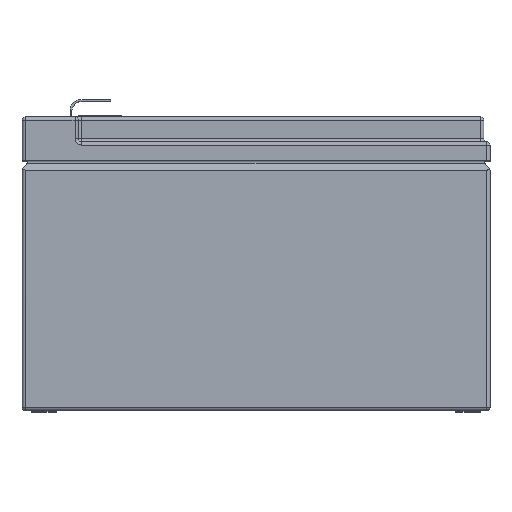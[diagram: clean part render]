
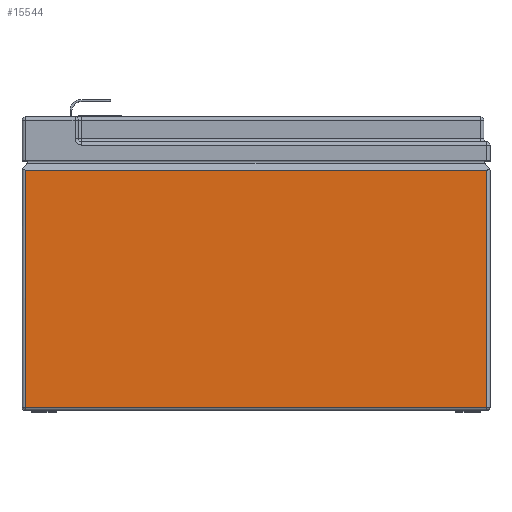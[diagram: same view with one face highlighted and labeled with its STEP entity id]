
A CAD part, top view. The second image highlights one B-rep face of the part: STEP entity #15544.
In plain terms, the highlighted planar face has unit normal (0, 0, 1).
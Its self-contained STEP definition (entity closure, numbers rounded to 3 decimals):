
#1590=DIRECTION('',(0.,1.,0.));
#1591=VECTOR('',#1590,76.);
#1592=CARTESIAN_POINT('',(74.,1.,32.));
#1593=LINE('',#1592,#1591);
#1602=DIRECTION('',(1.,0.,0.));
#1603=VECTOR('',#1602,148.);
#1604=CARTESIAN_POINT('',(-74.,1.,32.));
#1605=LINE('',#1604,#1603);
#1625=DIRECTION('',(0.,-1.,0.));
#1626=VECTOR('',#1625,76.);
#1627=CARTESIAN_POINT('',(-74.,77.,32.));
#1628=LINE('',#1627,#1626);
#4745=DIRECTION('',(-1.,0.,0.));
#4746=VECTOR('',#4745,148.);
#4747=CARTESIAN_POINT('',(74.,77.,32.));
#4748=LINE('',#4747,#4746);
#13287=CARTESIAN_POINT('',(74.,1.,32.));
#13288=VERTEX_POINT('',#13287);
#13289=CARTESIAN_POINT('',(74.,77.,32.));
#13290=VERTEX_POINT('',#13289);
#13292=CARTESIAN_POINT('',(-74.,1.,32.));
#13293=VERTEX_POINT('',#13292);
#13294=CARTESIAN_POINT('',(-74.,77.,32.));
#13295=VERTEX_POINT('',#13294);
#15530=CARTESIAN_POINT('',(-75.,0.,32.));
#15531=DIRECTION('',(0.,0.,1.));
#15532=DIRECTION('',(1.,0.,0.));
#15533=AXIS2_PLACEMENT_3D('',#15530,#15531,#15532);
#15534=PLANE('',#15533);
#15536=ORIENTED_EDGE('',*,*,#15535,.F.);
#15538=ORIENTED_EDGE('',*,*,#15537,.F.);
#15540=ORIENTED_EDGE('',*,*,#15539,.F.);
#15541=ORIENTED_EDGE('',*,*,#15520,.F.);
#15542=EDGE_LOOP('',(#15536,#15538,#15540,#15541));
#15543=FACE_OUTER_BOUND('',#15542,.F.);
#15544=ADVANCED_FACE('',(#15543),#15534,.T.);
#15520=EDGE_CURVE('',#13288,#13290,#1593,.T.);
#15535=EDGE_CURVE('',#13293,#13288,#1605,.T.);
#15537=EDGE_CURVE('',#13295,#13293,#1628,.T.);
#15539=EDGE_CURVE('',#13290,#13295,#4748,.T.);
